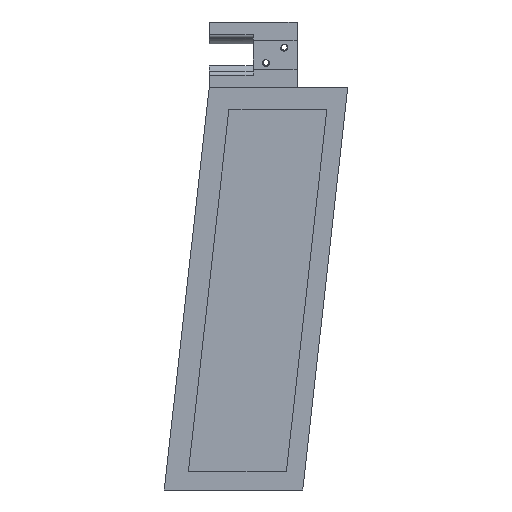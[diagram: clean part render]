
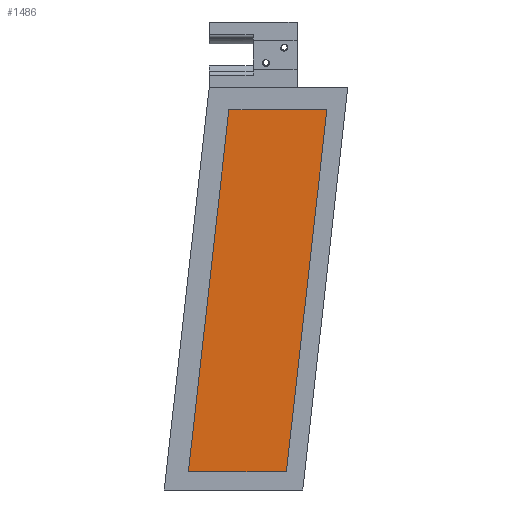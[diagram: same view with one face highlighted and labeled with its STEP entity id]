
A CAD part, left-side view. The second image highlights one B-rep face of the part: STEP entity #1486.
In plain terms, the highlighted planar face has unit normal (-1, 0, 0).
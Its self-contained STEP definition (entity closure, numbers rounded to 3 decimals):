
#26=PLANE('',#1585);
#103=FACE_OUTER_BOUND('',#186,.T.);
#186=EDGE_LOOP('',(#1224,#1225,#1226,#1227));
#386=LINE('',#5141,#497);
#387=LINE('',#5143,#498);
#388=LINE('',#5145,#499);
#389=LINE('',#5146,#500);
#497=VECTOR('',#1790,10.);
#498=VECTOR('',#1791,10.);
#499=VECTOR('',#1792,10.);
#500=VECTOR('',#1793,10.);
#664=VERTEX_POINT('',#5139);
#665=VERTEX_POINT('',#5140);
#666=VERTEX_POINT('',#5142);
#667=VERTEX_POINT('',#5144);
#861=EDGE_CURVE('',#664,#665,#386,.F.);
#862=EDGE_CURVE('',#666,#664,#387,.F.);
#863=EDGE_CURVE('',#667,#666,#388,.F.);
#864=EDGE_CURVE('',#665,#667,#389,.F.);
#1224=ORIENTED_EDGE('',*,*,#861,.F.);
#1225=ORIENTED_EDGE('',*,*,#862,.F.);
#1226=ORIENTED_EDGE('',*,*,#863,.F.);
#1227=ORIENTED_EDGE('',*,*,#864,.F.);
#1486=ADVANCED_FACE('',(#103),#26,.F.);
#1585=AXIS2_PLACEMENT_3D('',#5138,#1788,#1789);
#1788=DIRECTION('center_axis',(1.,0.,0.));
#1789=DIRECTION('ref_axis',(0.,0.,-1.));
#1790=DIRECTION('',(0.,-0.111,0.994));
#1791=DIRECTION('',(0.,1.,0.));
#1792=DIRECTION('',(0.,0.111,-0.994));
#1793=DIRECTION('',(0.,-1.,0.));
#5138=CARTESIAN_POINT('Origin',(10.,8.883,-63.921));
#5139=CARTESIAN_POINT('',(10.,-20.132,-15.));
#5140=CARTESIAN_POINT('',(10.,-9.081,-113.843));
#5141=CARTESIAN_POINT('',(10.,-11.776,-89.738));
#5142=CARTESIAN_POINT('',(10.,6.633,-15.));
#5143=CARTESIAN_POINT('',(10.,-5.121,-15.));
#5144=CARTESIAN_POINT('',(10.,17.684,-113.843));
#5145=CARTESIAN_POINT('',(10.,9.348,-39.283));
#5146=CARTESIAN_POINT('',(10.,13.228,-113.843));
